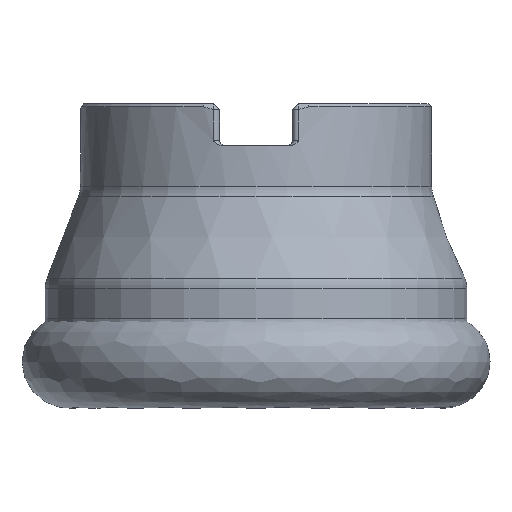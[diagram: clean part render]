
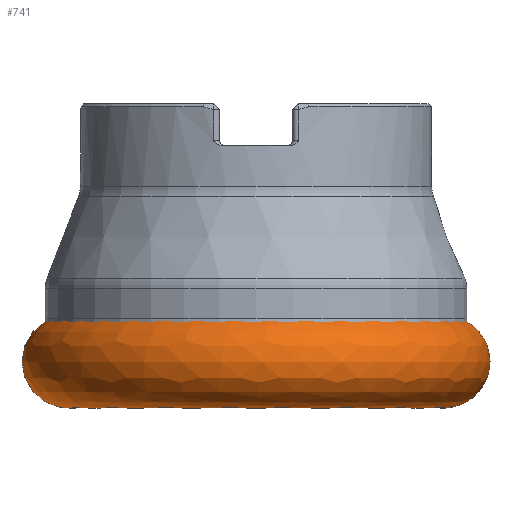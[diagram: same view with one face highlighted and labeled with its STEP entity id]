
A CAD part, front view. The second image highlights one B-rep face of the part: STEP entity #741.
In plain terms, the highlighted face is a revolution surface.
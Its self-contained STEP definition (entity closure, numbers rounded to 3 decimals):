
#23=SURFACE_OF_REVOLUTION('',#1657,#24);
#24=AXIS1_PLACEMENT('',#2677,#2153);
#25=VERTEX_LOOP('',#1446);
#741=ADVANCED_FACE('',(#950),#23,.F.);
#950=FACE_BOUND('',#25,.T.);
#1446=VERTEX_POINT('',#2675);
#1657=CIRCLE('',#1806,8.);
#1806=AXIS2_PLACEMENT_3D('',#2676,#2151,#2152);
#2151=DIRECTION('',(0.,-0.993,0.122));
#2152=DIRECTION('',(1.,0.,0.));
#2153=DIRECTION('',(0.,0.,-1.));
#2675=CARTESIAN_POINT('',(39.975,0.975,-44.06));
#2676=CARTESIAN_POINT('',(31.975,0.975,-44.06));
#2677=CARTESIAN_POINT('',(0.,0.,0.));
